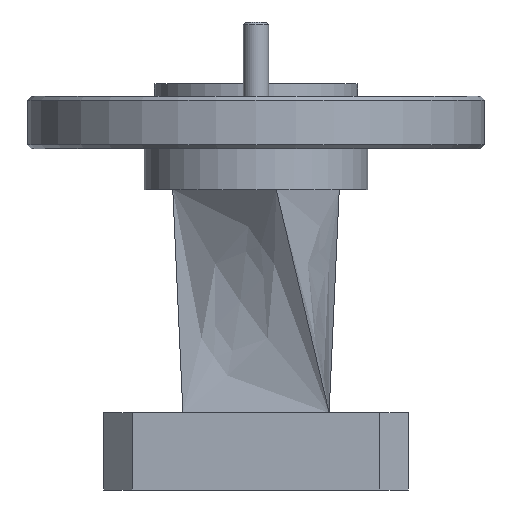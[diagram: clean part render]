
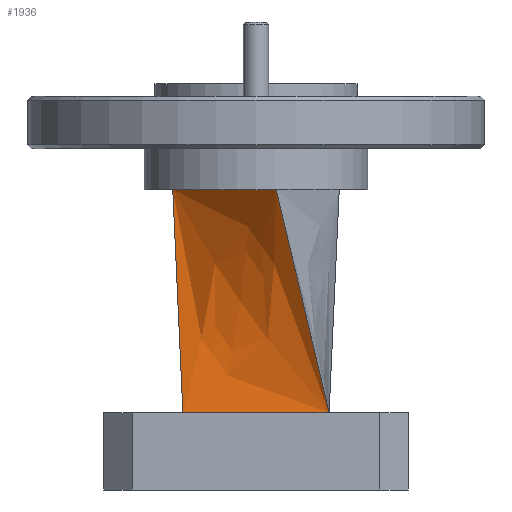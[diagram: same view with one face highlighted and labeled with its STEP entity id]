
A CAD part, front view. The second image highlights one B-rep face of the part: STEP entity #1936.
In plain terms, the highlighted free-form (B-spline) face has degree [3, 1] with [6, 2] control points.
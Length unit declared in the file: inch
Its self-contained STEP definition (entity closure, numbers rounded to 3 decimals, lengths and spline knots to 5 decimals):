
#16 = FACE_OUTER_BOUND ( 'NONE', #140, .T. ) ;
#113 = CARTESIAN_POINT ( 'NONE',  ( 0.0495, -0.20506, 0.55 ) ) ;
#140 = EDGE_LOOP ( 'NONE', ( #2715, #210, #273, #2180 ) ) ;
#156 = EDGE_CURVE ( 'NONE', #1175, #1640, #2085, .T. ) ;
#183 = EDGE_CURVE ( 'NONE', #1519, #1640, #945, .T. ) ;
#210 = ORIENTED_EDGE ( 'NONE', *, *, #156, .T. ) ;
#273 = ORIENTED_EDGE ( 'NONE', *, *, #183, .F. ) ;
#275 = EDGE_CURVE ( 'NONE', #2793, #1519, #2613, .T. ) ;
#437 = DIRECTION ( 'NONE',  ( -1., 0., 0. ) ) ;
#583 = VECTOR ( 'NONE', #437, 39.37008 ) ;
#713 = CARTESIAN_POINT ( 'NONE',  ( -0.19253, -0.03025, 0.275 ) ) ;
#763 = CARTESIAN_POINT ( 'NONE',  ( -0.03536, -0.12021, 0.55 ) ) ;
#785 = CARTESIAN_POINT ( 'NONE',  ( 0.18, -0.11, 0. ) ) ;
#860 = B_SPLINE_SURFACE_WITH_KNOTS ( 'NONE', 3, 1, ( 
 ( #113, #2679 ),
 ( #1944, #2444 ),
 ( #763, #1673 ),
 ( #1441, #996 ),
 ( #1279, #2895 ),
 ( #1458, #1045 ) ),
 .UNSPECIFIED., .F., .F., .F.,
 ( 4, 2, 4 ),
 ( 2, 2 ),
 ( 0., 0.5, 1. ),
 ( 0., 1. ),
 .UNSPECIFIED. ) ;
#945 = LINE ( 'NONE', #1874, #583 ) ;
#996 = CARTESIAN_POINT ( 'NONE',  ( -0.06, -0.11, 0. ) ) ;
#1045 = CARTESIAN_POINT ( 'NONE',  ( -0.18, -0.11, 0. ) ) ;
#1175 = VERTEX_POINT ( 'NONE', #2005 ) ;
#1279 = CARTESIAN_POINT ( 'NONE',  ( -0.16263, 0.00707, 0.55 ) ) ;
#1367 = VECTOR ( 'NONE', #2826, 39.37008 ) ;
#1441 = CARTESIAN_POINT ( 'NONE',  ( -0.12021, -0.03536, 0.55 ) ) ;
#1458 = CARTESIAN_POINT ( 'NONE',  ( -0.20506, 0.0495, 0.55 ) ) ;
#1519 = VERTEX_POINT ( 'NONE', #785 ) ;
#1639 = CARTESIAN_POINT ( 'NONE',  ( 0.0495, -0.20506, 0.55 ) ) ;
#1640 = VERTEX_POINT ( 'NONE', #2718 ) ;
#1673 = CARTESIAN_POINT ( 'NONE',  ( 0.06, -0.11, 0. ) ) ;
#1791 = VECTOR ( 'NONE', #1836, 39.37008 ) ;
#1836 = DIRECTION ( 'NONE',  ( -0.707, 0.707, 0. ) ) ;
#1842 = EDGE_CURVE ( 'NONE', #2793, #1175, #2598, .T. ) ;
#1874 = CARTESIAN_POINT ( 'NONE',  ( 0.18, -0.11, 0. ) ) ;
#1936 = ADVANCED_FACE ( 'NONE', ( #16 ), #860, .T. ) ;
#1944 = CARTESIAN_POINT ( 'NONE',  ( 0.00707, -0.16263, 0.55 ) ) ;
#2005 = CARTESIAN_POINT ( 'NONE',  ( -0.20506, 0.0495, 0.55 ) ) ;
#2085 = LINE ( 'NONE', #713, #1367 ) ;
#2126 = CARTESIAN_POINT ( 'NONE',  ( 0.0495, -0.20506, 0.55 ) ) ;
#2142 = CARTESIAN_POINT ( 'NONE',  ( 0.11475, -0.15753, 0.275 ) ) ;
#2180 = ORIENTED_EDGE ( 'NONE', *, *, #275, .F. ) ;
#2444 = CARTESIAN_POINT ( 'NONE',  ( 0.12, -0.11, 0. ) ) ;
#2598 = LINE ( 'NONE', #2126, #1791 ) ;
#2613 = LINE ( 'NONE', #2142, #2752 ) ;
#2679 = CARTESIAN_POINT ( 'NONE',  ( 0.18, -0.11, 0. ) ) ;
#2715 = ORIENTED_EDGE ( 'NONE', *, *, #1842, .T. ) ;
#2718 = CARTESIAN_POINT ( 'NONE',  ( -0.18, -0.11, 0. ) ) ;
#2752 = VECTOR ( 'NONE', #2845, 39.37008 ) ;
#2793 = VERTEX_POINT ( 'NONE', #1639 ) ;
#2826 = DIRECTION ( 'NONE',  ( 0.044, -0.278, -0.96 ) ) ;
#2845 = DIRECTION ( 'NONE',  ( 0.228, 0.166, -0.96 ) ) ;
#2895 = CARTESIAN_POINT ( 'NONE',  ( -0.12, -0.11, 0. ) ) ;
